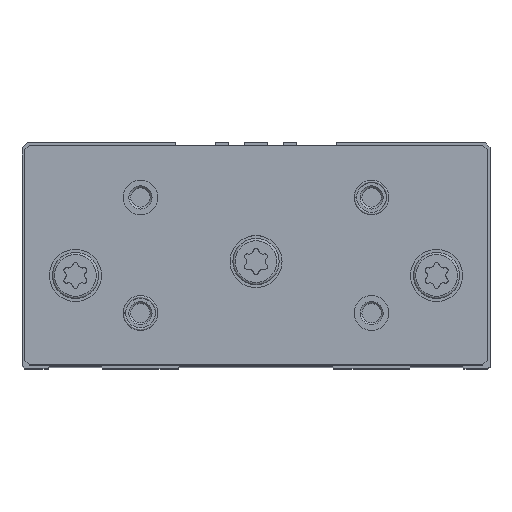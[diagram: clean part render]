
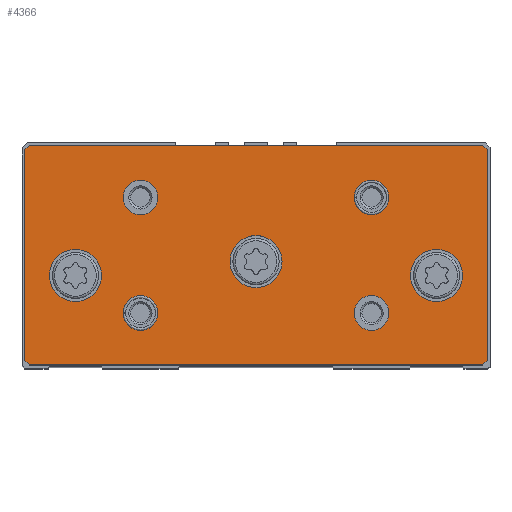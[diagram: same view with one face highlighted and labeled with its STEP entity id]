
A CAD part, top view. The second image highlights one B-rep face of the part: STEP entity #4366.
In plain terms, the highlighted face is planar.
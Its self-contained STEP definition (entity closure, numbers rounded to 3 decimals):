
#272=LINE('',#7367,#510);
#276=LINE('',#7376,#514);
#279=LINE('',#7382,#517);
#282=LINE('',#7388,#520);
#285=LINE('',#7394,#523);
#288=LINE('',#7400,#526);
#291=LINE('',#7406,#529);
#294=LINE('',#7412,#532);
#510=VECTOR('',#5982,1000.);
#514=VECTOR('',#5988,1000.);
#517=VECTOR('',#5993,1000.);
#520=VECTOR('',#5998,1000.);
#523=VECTOR('',#6003,1000.);
#526=VECTOR('',#6008,1000.);
#529=VECTOR('',#6013,1000.);
#532=VECTOR('',#6018,1000.);
#679=PLANE('',#4895);
#1418=ORIENTED_EDGE('',*,*,#2193,.F.);
#1419=ORIENTED_EDGE('',*,*,#2194,.F.);
#1420=ORIENTED_EDGE('',*,*,#2195,.F.);
#1421=ORIENTED_EDGE('',*,*,#2196,.F.);
#1422=ORIENTED_EDGE('',*,*,#2197,.F.);
#1423=ORIENTED_EDGE('',*,*,#2198,.F.);
#1424=ORIENTED_EDGE('',*,*,#2199,.F.);
#1425=ORIENTED_EDGE('',*,*,#2162,.T.);
#1426=ORIENTED_EDGE('',*,*,#2166,.T.);
#1427=ORIENTED_EDGE('',*,*,#2169,.T.);
#1428=ORIENTED_EDGE('',*,*,#2172,.T.);
#1429=ORIENTED_EDGE('',*,*,#2175,.T.);
#1430=ORIENTED_EDGE('',*,*,#2178,.T.);
#1431=ORIENTED_EDGE('',*,*,#2181,.T.);
#1432=ORIENTED_EDGE('',*,*,#2184,.T.);
#2162=EDGE_CURVE('',#2652,#2653,#272,.T.);
#2166=EDGE_CURVE('',#2653,#2656,#276,.T.);
#2169=EDGE_CURVE('',#2656,#2658,#279,.T.);
#2172=EDGE_CURVE('',#2658,#2660,#282,.T.);
#2175=EDGE_CURVE('',#2660,#2662,#285,.T.);
#2178=EDGE_CURVE('',#2662,#2664,#288,.T.);
#2181=EDGE_CURVE('',#2664,#2666,#291,.T.);
#2184=EDGE_CURVE('',#2666,#2652,#294,.T.);
#2193=EDGE_CURVE('',#2673,#2673,#2980,.T.);
#2194=EDGE_CURVE('',#2674,#2674,#2981,.T.);
#2195=EDGE_CURVE('',#2675,#2675,#2982,.T.);
#2196=EDGE_CURVE('',#2676,#2676,#2983,.T.);
#2197=EDGE_CURVE('',#2677,#2677,#2984,.T.);
#2198=EDGE_CURVE('',#2678,#2678,#2985,.T.);
#2199=EDGE_CURVE('',#2679,#2679,#2986,.T.);
#2652=VERTEX_POINT('',#7368);
#2653=VERTEX_POINT('',#7369);
#2656=VERTEX_POINT('',#7377);
#2658=VERTEX_POINT('',#7383);
#2660=VERTEX_POINT('',#7389);
#2662=VERTEX_POINT('',#7395);
#2664=VERTEX_POINT('',#7401);
#2666=VERTEX_POINT('',#7407);
#2673=VERTEX_POINT('',#7429);
#2674=VERTEX_POINT('',#7431);
#2675=VERTEX_POINT('',#7433);
#2676=VERTEX_POINT('',#7435);
#2677=VERTEX_POINT('',#7437);
#2678=VERTEX_POINT('',#7439);
#2679=VERTEX_POINT('',#7441);
#2980=CIRCLE('',#4896,9.);
#2981=CIRCLE('',#4897,9.);
#2982=CIRCLE('',#4898,9.);
#2983=CIRCLE('',#4899,6.);
#2984=CIRCLE('',#4900,6.);
#2985=CIRCLE('',#4901,6.);
#2986=CIRCLE('',#4902,6.);
#3396=EDGE_LOOP('',(#1418));
#3397=EDGE_LOOP('',(#1419));
#3398=EDGE_LOOP('',(#1420));
#3399=EDGE_LOOP('',(#1421));
#3400=EDGE_LOOP('',(#1422));
#3401=EDGE_LOOP('',(#1423));
#3402=EDGE_LOOP('',(#1424));
#3403=EDGE_LOOP('',(#1425,#1426,#1427,#1428,#1429,#1430,#1431,#1432));
#3888=FACE_BOUND('',#3396,.T.);
#3889=FACE_BOUND('',#3397,.T.);
#3890=FACE_BOUND('',#3398,.T.);
#3891=FACE_BOUND('',#3399,.T.);
#3892=FACE_BOUND('',#3400,.T.);
#3893=FACE_BOUND('',#3401,.T.);
#3894=FACE_BOUND('',#3402,.T.);
#3895=FACE_BOUND('',#3403,.T.);
#4366=ADVANCED_FACE('',(#3888,#3889,#3890,#3891,#3892,#3893,#3894,#3895),
#679,.F.);
#4895=AXIS2_PLACEMENT_3D('',#7427,#6034,#6035);
#4896=AXIS2_PLACEMENT_3D('',#7428,#6036,#6037);
#4897=AXIS2_PLACEMENT_3D('',#7430,#6038,#6039);
#4898=AXIS2_PLACEMENT_3D('',#7432,#6040,#6041);
#4899=AXIS2_PLACEMENT_3D('',#7434,#6042,#6043);
#4900=AXIS2_PLACEMENT_3D('',#7436,#6044,#6045);
#4901=AXIS2_PLACEMENT_3D('',#7438,#6046,#6047);
#4902=AXIS2_PLACEMENT_3D('',#7440,#6048,#6049);
#5982=DIRECTION('',(0.,-1.,0.));
#5988=DIRECTION('',(0.,-0.707,-0.707));
#5993=DIRECTION('',(0.,0.,-1.));
#5998=DIRECTION('',(0.,0.707,-0.707));
#6003=DIRECTION('',(0.,1.,0.));
#6008=DIRECTION('',(0.,0.707,0.707));
#6013=DIRECTION('',(0.,0.,1.));
#6018=DIRECTION('',(0.,-0.707,0.707));
#6034=DIRECTION('',(-1.,0.,0.));
#6035=DIRECTION('',(0.,0.,1.));
#6036=DIRECTION('',(1.,0.,0.));
#6037=DIRECTION('',(0.,0.,-1.));
#6038=DIRECTION('',(1.,0.,0.));
#6039=DIRECTION('',(0.,0.,-1.));
#6040=DIRECTION('',(1.,0.,0.));
#6041=DIRECTION('',(0.,0.,-1.));
#6042=DIRECTION('',(1.,0.,0.));
#6043=DIRECTION('',(0.,0.,-1.));
#6044=DIRECTION('',(1.,0.,0.));
#6045=DIRECTION('',(0.,0.,-1.));
#6046=DIRECTION('',(1.,0.,0.));
#6047=DIRECTION('',(0.,0.,-1.));
#6048=DIRECTION('',(1.,0.,0.));
#6049=DIRECTION('',(0.,0.,-1.));
#7367=CARTESIAN_POINT('',(18.,38.7,80.));
#7368=CARTESIAN_POINT('',(18.,38.7,80.));
#7369=CARTESIAN_POINT('',(18.,-34.3,80.));
#7376=CARTESIAN_POINT('',(18.,-34.3,80.));
#7377=CARTESIAN_POINT('',(18.,-35.8,78.5));
#7382=CARTESIAN_POINT('',(18.,-35.8,78.5));
#7383=CARTESIAN_POINT('',(18.,-35.8,-78.5));
#7388=CARTESIAN_POINT('',(18.,-35.8,-78.5));
#7389=CARTESIAN_POINT('',(18.,-34.3,-80.));
#7394=CARTESIAN_POINT('',(18.,-34.3,-80.));
#7395=CARTESIAN_POINT('',(18.,38.7,-80.));
#7400=CARTESIAN_POINT('',(18.,38.7,-80.));
#7401=CARTESIAN_POINT('',(18.,40.2,-78.5));
#7406=CARTESIAN_POINT('',(18.,40.2,-78.5));
#7407=CARTESIAN_POINT('',(18.,40.2,78.5));
#7412=CARTESIAN_POINT('',(18.,40.2,78.5));
#7427=CARTESIAN_POINT('',(18.,-4.8,-72.5));
#7428=CARTESIAN_POINT('',(18.,-4.8,-62.5));
#7429=CARTESIAN_POINT('',(18.,-4.8,-71.5));
#7430=CARTESIAN_POINT('',(18.,-4.8,62.5));
#7431=CARTESIAN_POINT('',(18.,-4.8,53.5));
#7432=CARTESIAN_POINT('',(18.,0.,0.));
#7433=CARTESIAN_POINT('',(18.,0.,-9.));
#7434=CARTESIAN_POINT('',(18.,-17.8,40.));
#7435=CARTESIAN_POINT('',(18.,-17.8,34.));
#7436=CARTESIAN_POINT('',(18.,-17.8,-40.));
#7437=CARTESIAN_POINT('',(18.,-17.8,-46.));
#7438=CARTESIAN_POINT('',(18.,22.2,40.));
#7439=CARTESIAN_POINT('',(18.,22.2,34.));
#7440=CARTESIAN_POINT('',(18.,22.2,-40.));
#7441=CARTESIAN_POINT('',(18.,22.2,-46.));
